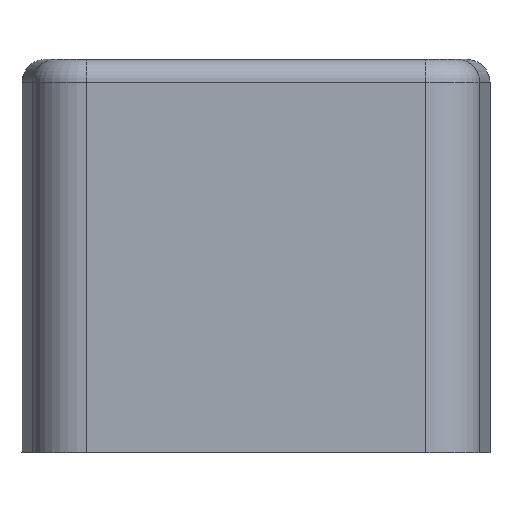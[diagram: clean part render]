
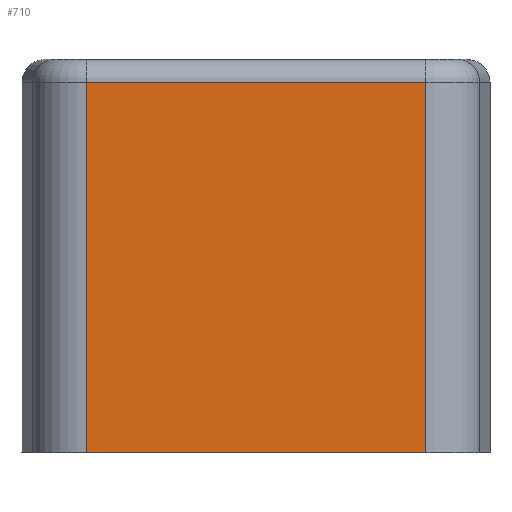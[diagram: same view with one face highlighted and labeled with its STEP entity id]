
A CAD part, left-side view. The second image highlights one B-rep face of the part: STEP entity #710.
In plain terms, the highlighted planar face has unit normal (-1, 0, 0).
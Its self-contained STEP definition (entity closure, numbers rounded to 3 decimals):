
#31=PLANE('',#802);
#77=FACE_OUTER_BOUND('',#118,.T.);
#118=EDGE_LOOP('',(#620,#621,#622,#623));
#173=LINE('',#1141,#233);
#221=LINE('',#1277,#281);
#222=LINE('',#1281,#282);
#223=LINE('',#1282,#283);
#233=VECTOR('',#871,10.);
#281=VECTOR('',#1013,10.);
#282=VECTOR('',#1018,10.);
#283=VECTOR('',#1019,10.);
#302=VERTEX_POINT('',#1131);
#304=VERTEX_POINT('',#1137);
#346=VERTEX_POINT('',#1276);
#347=VERTEX_POINT('',#1280);
#378=EDGE_CURVE('',#302,#304,#173,.T.);
#445=EDGE_CURVE('',#346,#304,#221,.T.);
#447=EDGE_CURVE('',#347,#302,#222,.T.);
#448=EDGE_CURVE('',#347,#346,#223,.T.);
#620=ORIENTED_EDGE('',*,*,#378,.F.);
#621=ORIENTED_EDGE('',*,*,#447,.F.);
#622=ORIENTED_EDGE('',*,*,#448,.T.);
#623=ORIENTED_EDGE('',*,*,#445,.T.);
#710=ADVANCED_FACE('',(#77),#31,.T.);
#802=AXIS2_PLACEMENT_3D('',#1279,#1016,#1017);
#871=DIRECTION('',(0.,-1.,0.));
#1013=DIRECTION('',(0.,0.,1.));
#1016=DIRECTION('center_axis',(-1.,0.,0.));
#1017=DIRECTION('ref_axis',(0.,-1.,0.));
#1018=DIRECTION('',(0.,0.,1.));
#1019=DIRECTION('',(0.,-1.,0.));
#1131=CARTESIAN_POINT('',(-1.5,24.,30.));
#1137=CARTESIAN_POINT('',(-1.5,2.,30.));
#1141=CARTESIAN_POINT('',(-1.5,18.5,30.));
#1276=CARTESIAN_POINT('',(-1.5,2.,6.));
#1277=CARTESIAN_POINT('',(-1.5,2.,6.));
#1279=CARTESIAN_POINT('Origin',(-1.5,24.,6.));
#1280=CARTESIAN_POINT('',(-1.5,24.,6.));
#1281=CARTESIAN_POINT('',(-1.5,24.,6.));
#1282=CARTESIAN_POINT('',(-1.5,24.,6.));
